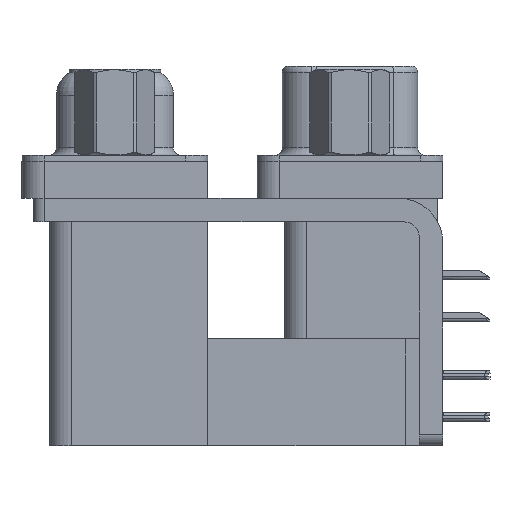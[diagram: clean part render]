
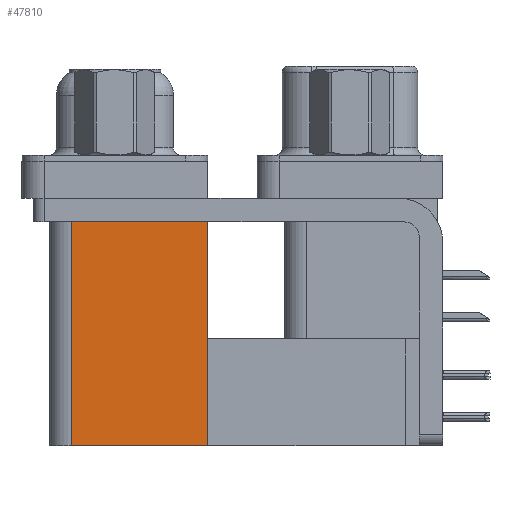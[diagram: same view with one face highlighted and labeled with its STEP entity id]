
A CAD part, left-side view. The second image highlights one B-rep face of the part: STEP entity #47810.
In plain terms, the highlighted planar face has unit normal (-1, 0, 0).
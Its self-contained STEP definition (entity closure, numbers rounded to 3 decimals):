
#866 = ORIENTED_EDGE ( 'NONE', *, *, #39896, .F. ) ;
#1078 = CARTESIAN_POINT ( 'NONE',  ( 3.765, 18.8, -19.2 ) ) ;
#1531 = ORIENTED_EDGE ( 'NONE', *, *, #43114, .F. ) ;
#1825 = CARTESIAN_POINT ( 'NONE',  ( 3.765, 9.6, -2.5 ) ) ;
#4048 = DIRECTION ( 'NONE',  ( 0., 0., 1. ) ) ;
#13149 = VERTEX_POINT ( 'NONE', #15003 ) ;
#14205 = ORIENTED_EDGE ( 'NONE', *, *, #41797, .T. ) ;
#15003 = CARTESIAN_POINT ( 'NONE',  ( 3.765, 9.6, -19.2 ) ) ;
#15532 = VECTOR ( 'NONE', #44933, 1000. ) ;
#15557 = ORIENTED_EDGE ( 'NONE', *, *, #24956, .T. ) ;
#15934 = VERTEX_POINT ( 'NONE', #1825 ) ;
#16550 = LINE ( 'NONE', #42465, #39285 ) ;
#17503 = EDGE_LOOP ( 'NONE', ( #15557, #866, #1531, #14205 ) ) ;
#18143 = VERTEX_POINT ( 'NONE', #40453 ) ;
#24956 = EDGE_CURVE ( 'NONE', #15934, #18143, #27520, .T. ) ;
#25183 = LINE ( 'NONE', #37274, #15532 ) ;
#27520 = LINE ( 'NONE', #34703, #45522 ) ;
#28007 = DIRECTION ( 'NONE',  ( 0., 1., 0. ) ) ;
#28353 = VERTEX_POINT ( 'NONE', #29661 ) ;
#28431 = PLANE ( 'NONE',  #30635 ) ;
#29661 = CARTESIAN_POINT ( 'NONE',  ( 3.765, 18.8, -19.2 ) ) ;
#30635 = AXIS2_PLACEMENT_3D ( 'NONE', #46978, #39075, #46491 ) ;
#32136 = FACE_OUTER_BOUND ( 'NONE', #17503, .T. ) ;
#33515 = VECTOR ( 'NONE', #4048, 1000. ) ;
#34703 = CARTESIAN_POINT ( 'NONE',  ( 3.765, 9.6, -2.5 ) ) ;
#35543 = DIRECTION ( 'NONE',  ( 0., 1., 0. ) ) ;
#37274 = CARTESIAN_POINT ( 'NONE',  ( 3.765, 9.6, -19.2 ) ) ;
#39075 = DIRECTION ( 'NONE',  ( 1., 0., 0. ) ) ;
#39285 = VECTOR ( 'NONE', #35543, 1000. ) ;
#39896 = EDGE_CURVE ( 'NONE', #28353, #18143, #42323, .T. ) ;
#40453 = CARTESIAN_POINT ( 'NONE',  ( 3.765, 18.8, -2.5 ) ) ;
#41797 = EDGE_CURVE ( 'NONE', #13149, #15934, #25183, .T. ) ;
#42323 = LINE ( 'NONE', #1078, #33515 ) ;
#42465 = CARTESIAN_POINT ( 'NONE',  ( 3.765, 9.6, -19.2 ) ) ;
#43114 = EDGE_CURVE ( 'NONE', #13149, #28353, #16550, .T. ) ;
#44933 = DIRECTION ( 'NONE',  ( 0., 0., 1. ) ) ;
#45522 = VECTOR ( 'NONE', #28007, 1000. ) ;
#46491 = DIRECTION ( 'NONE',  ( 0., 0., -1. ) ) ;
#46978 = CARTESIAN_POINT ( 'NONE',  ( 3.765, 9.6, -19.2 ) ) ;
#47810 = ADVANCED_FACE ( 'NONE', ( #32136 ), #28431, .F. ) ;
